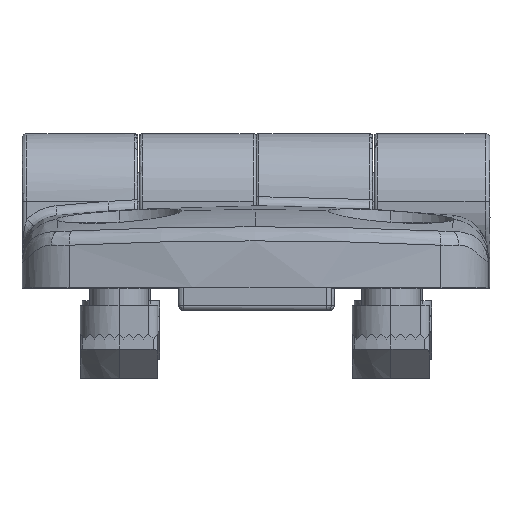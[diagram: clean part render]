
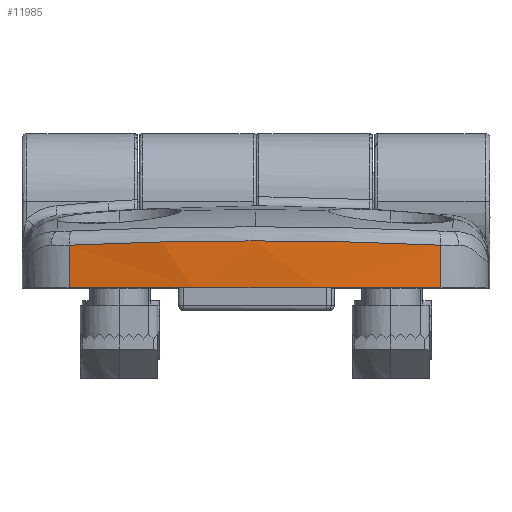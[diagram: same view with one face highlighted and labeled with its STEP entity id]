
A CAD part, top view. The second image highlights one B-rep face of the part: STEP entity #11985.
In plain terms, the highlighted cylindrical face has radius 100 mm (diameter 200 mm), a partial arc.
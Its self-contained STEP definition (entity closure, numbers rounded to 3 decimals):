
#28 = EDGE_CURVE ( 'NONE', #37558, #20994, #26310, .T. ) ;
#399 = CARTESIAN_POINT ( 'NONE',  ( -68.961, 30.342, 24.965 ) ) ;
#1091 = ORIENTED_EDGE ( 'NONE', *, *, #32549, .F. ) ;
#1725 = EDGE_LOOP ( 'NONE', ( #2446, #2471, #8524, #1091, #32725 ) ) ;
#2023 = CARTESIAN_POINT ( 'NONE',  ( -49.812, 38.842, -73.185 ) ) ;
#2446 = ORIENTED_EDGE ( 'NONE', *, *, #9895, .T. ) ;
#2471 = ORIENTED_EDGE ( 'NONE', *, *, #38069, .T. ) ;
#2701 = CARTESIAN_POINT ( 'NONE',  ( -30.663, 34.743, 24.965 ) ) ;
#4613 = AXIS2_PLACEMENT_3D ( 'NONE', #2023, #26587, #11103 ) ;
#5606 = CARTESIAN_POINT ( 'NONE',  ( -58.01, 35.106, 26.48 ) ) ;
#5872 = CARTESIAN_POINT ( 'NONE',  ( -49.812, 35.182, 26.815 ) ) ;
#5884 = CARTESIAN_POINT ( 'NONE',  ( -36.154, 34.966, 25.881 ) ) ;
#8524 = ORIENTED_EDGE ( 'NONE', *, *, #18997, .F. ) ;
#8599 = CARTESIAN_POINT ( 'NONE',  ( -36.958, 34.991, 25.989 ) ) ;
#8615 = VERTEX_POINT ( 'NONE', #39326 ) ;
#8746 = CARTESIAN_POINT ( 'NONE',  ( -39.5, 35.06, 26.282 ) ) ;
#8884 = CARTESIAN_POINT ( 'NONE',  ( -53.035, 35.173, 26.776 ) ) ;
#9614 = VECTOR ( 'NONE', #14168, 1000. ) ;
#9862 = CARTESIAN_POINT ( 'NONE',  ( -49.812, 35.182, 26.815 ) ) ;
#9895 = EDGE_CURVE ( 'NONE', #20994, #21742, #25956, .T. ) ;
#11093 = AXIS2_PLACEMENT_3D ( 'NONE', #39321, #36404, #20172 ) ;
#11103 = DIRECTION ( 'NONE',  ( 0., 0., -1. ) ) ;
#11800 = CARTESIAN_POINT ( 'NONE',  ( -38.783, 35.042, 26.207 ) ) ;
#11935 = CARTESIAN_POINT ( 'NONE',  ( -40.013, 35.072, 26.334 ) ) ;
#11985 = ADVANCED_FACE ( 'NONE', ( #28559 ), #12863, .T. ) ;
#12199 = CARTESIAN_POINT ( 'NONE',  ( -65.884, 34.892, 25.565 ) ) ;
#12346 = CARTESIAN_POINT ( 'NONE',  ( -59.291, 35.079, 26.365 ) ) ;
#12863 = CYLINDRICAL_SURFACE ( 'NONE', #4613, 100. ) ;
#14168 = DIRECTION ( 'NONE',  ( 0., 1., 0. ) ) ;
#17062 = B_SPLINE_CURVE_WITH_KNOTS ( 'NONE', 3,
 ( #5872, #37262, #8884, #30964, #37120, #5606, #34370, #34232, #31096, #12346, #18368, #24828, #27829, #12199, #18638 ),
 .UNSPECIFIED., .F., .F.,
 ( 4, 2, 1, 1, 1, 1, 1, 2, 2, 4 ),
 ( 0., 0.25, 0.375, 0.438, 0.469, 0.484, 0.492, 0.496, 0.5, 1. ),
 .UNSPECIFIED. ) ;
#17206 = DIRECTION ( 'NONE',  ( 0., 1., 0. ) ) ;
#18368 = CARTESIAN_POINT ( 'NONE',  ( -59.341, 35.078, 26.36 ) ) ;
#18638 = CARTESIAN_POINT ( 'NONE',  ( -68.961, 34.743, 24.965 ) ) ;
#18793 = CARTESIAN_POINT ( 'NONE',  ( -46.575, 35.182, 26.815 ) ) ;
#18997 = EDGE_CURVE ( 'NONE', #32081, #8615, #36894, .T. ) ;
#20172 = DIRECTION ( 'NONE',  ( 0., 0., -1. ) ) ;
#20994 = VERTEX_POINT ( 'NONE', #2701 ) ;
#21250 = VECTOR ( 'NONE', #17206, 1000. ) ;
#21543 = CARTESIAN_POINT ( 'NONE',  ( -33.764, 34.882, 25.532 ) ) ;
#21742 = VERTEX_POINT ( 'NONE', #34508 ) ;
#21995 = CARTESIAN_POINT ( 'NONE',  ( -30.663, 30.342, 24.965 ) ) ;
#23778 = CARTESIAN_POINT ( 'NONE',  ( -30.663, 38.842, 24.965 ) ) ;
#24828 = CARTESIAN_POINT ( 'NONE',  ( -59.364, 35.077, 26.358 ) ) ;
#25956 = B_SPLINE_CURVE_WITH_KNOTS ( 'NONE', 3,
 ( #36992, #33979, #21543, #5884, #8599, #30585, #11800, #8746, #30708, #11935, #33839, #28117, #34377, #18793, #9862 ),
 .UNSPECIFIED., .F., .F.,
 ( 4, 2, 2, 1, 1, 1, 2, 2, 4 ),
 ( 0., 0.25, 0.375, 0.438, 0.469, 0.484, 0.492, 0.5, 1. ),
 .UNSPECIFIED. ) ;
#26310 = LINE ( 'NONE', #23778, #9614 ) ;
#26587 = DIRECTION ( 'NONE',  ( 0., -1., 0. ) ) ;
#26691 = CIRCLE ( 'NONE', #11093, 100. ) ;
#27829 = CARTESIAN_POINT ( 'NONE',  ( -62.69, 35.003, 26.038 ) ) ;
#28117 = CARTESIAN_POINT ( 'NONE',  ( -40.169, 35.075, 26.349 ) ) ;
#28559 = FACE_OUTER_BOUND ( 'NONE', #1725, .T. ) ;
#29562 = CARTESIAN_POINT ( 'NONE',  ( -68.961, 46.362, 24.965 ) ) ;
#30585 = CARTESIAN_POINT ( 'NONE',  ( -38.173, 35.026, 26.136 ) ) ;
#30708 = CARTESIAN_POINT ( 'NONE',  ( -39.859, 35.068, 26.319 ) ) ;
#30964 = CARTESIAN_POINT ( 'NONE',  ( -55.43, 35.147, 26.66 ) ) ;
#31096 = CARTESIAN_POINT ( 'NONE',  ( -59.218, 35.081, 26.372 ) ) ;
#32081 = VERTEX_POINT ( 'NONE', #399 ) ;
#32549 = EDGE_CURVE ( 'NONE', #37558, #32081, #26691, .T. ) ;
#32725 = ORIENTED_EDGE ( 'NONE', *, *, #28, .T. ) ;
#33839 = CARTESIAN_POINT ( 'NONE',  ( -40.116, 35.074, 26.344 ) ) ;
#33979 = CARTESIAN_POINT ( 'NONE',  ( -32.199, 34.817, 25.264 ) ) ;
#34232 = CARTESIAN_POINT ( 'NONE',  ( -59.045, 35.084, 26.388 ) ) ;
#34370 = CARTESIAN_POINT ( 'NONE',  ( -58.7, 35.092, 26.42 ) ) ;
#34377 = CARTESIAN_POINT ( 'NONE',  ( -43.373, 35.147, 26.658 ) ) ;
#34508 = CARTESIAN_POINT ( 'NONE',  ( -49.812, 35.182, 26.815 ) ) ;
#36404 = DIRECTION ( 'NONE',  ( 0., -1., 0. ) ) ;
#36894 = LINE ( 'NONE', #29562, #21250 ) ;
#36992 = CARTESIAN_POINT ( 'NONE',  ( -30.663, 34.743, 24.965 ) ) ;
#37120 = CARTESIAN_POINT ( 'NONE',  ( -56.624, 35.131, 26.588 ) ) ;
#37262 = CARTESIAN_POINT ( 'NONE',  ( -51.428, 35.182, 26.815 ) ) ;
#37558 = VERTEX_POINT ( 'NONE', #21995 ) ;
#38069 = EDGE_CURVE ( 'NONE', #21742, #8615, #17062, .T. ) ;
#39321 = CARTESIAN_POINT ( 'NONE',  ( -49.812, 30.342, -73.185 ) ) ;
#39326 = CARTESIAN_POINT ( 'NONE',  ( -68.961, 34.743, 24.965 ) ) ;
